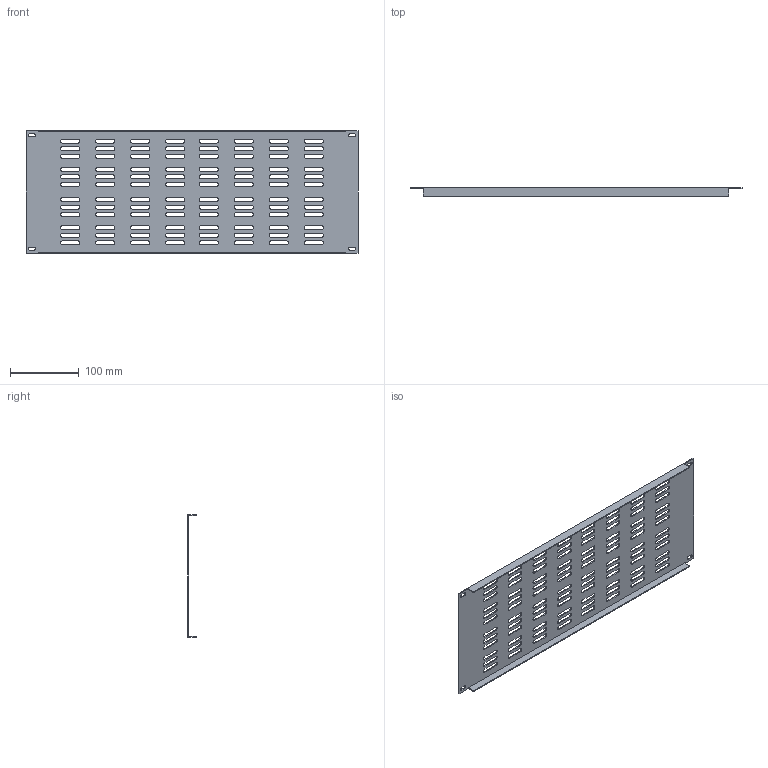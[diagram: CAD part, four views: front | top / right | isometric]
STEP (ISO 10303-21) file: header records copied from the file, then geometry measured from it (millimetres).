
FILE_DESCRIPTION (( 'STEP AP214' ), '1' );
FILE_NAME ('RP00022-4_3D.step', '2024-09-24T17:29:20', ( '' ), ( '' ), 'SwSTEP 2.0', 'SolidWorks 2022', '' );
FILE_SCHEMA (( 'AUTOMOTIVE_DESIGN' ));
Length unit declared in the file: inch
Products named in the file (1): RP00022-4_3D
Bounding box: 482 x 12.5 x 177.5 mm (x, y, z)
Volume: 119627.5 mm3; surface area: 170765.3 mm2
Topology: 1 solids, 1 shells, 426 faces, 1272 edges, 848 vertices
Faces by surface type: plane 226, cylinder 200
Entity records: 19952 total; most frequent: CARTESIAN_POINT 2547, ORIENTED_EDGE 2544, DIRECTION 2526, EDGE_CURVE 1272, LINE 872, VECTOR 872, VERTEX_POINT 848, AXIS2_PLACEMENT_3D 827
